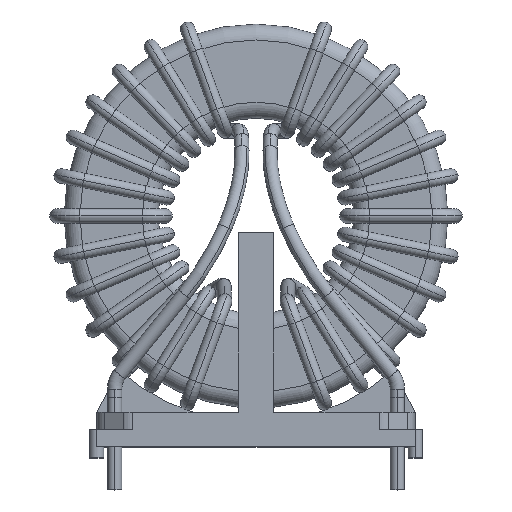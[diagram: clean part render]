
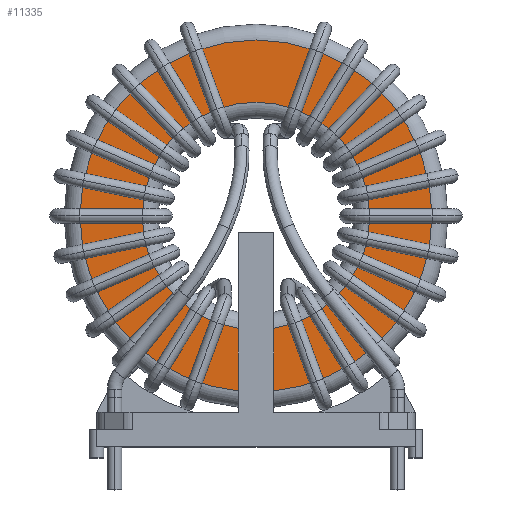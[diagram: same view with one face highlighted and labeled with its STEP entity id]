
A CAD part, top view. The second image highlights one B-rep face of the part: STEP entity #11335.
In plain terms, the highlighted planar face has unit normal (0, 0, 1).
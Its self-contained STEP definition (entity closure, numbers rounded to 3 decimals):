
#346 = CARTESIAN_POINT ( 'NONE',  ( -22.2, 3., 9. ) ) ;
#692 = CARTESIAN_POINT ( 'NONE',  ( 14.344, 3., 9. ) ) ;
#776 = DIRECTION ( 'NONE',  ( 1., 0., 0. ) ) ;
#1366 = AXIS2_PLACEMENT_3D ( 'NONE', #4364, #3173, #7146 ) ;
#1616 = EDGE_CURVE ( 'NONE', #8886, #5736, #18089, .T. ) ;
#1669 = DIRECTION ( 'NONE',  ( 0., 0., -1. ) ) ;
#1984 = ORIENTED_EDGE ( 'NONE', *, *, #10061, .F. ) ;
#2012 = CIRCLE ( 'NONE', #4668, 22.2 ) ;
#2176 = DIRECTION ( 'NONE',  ( 1., 0., 0. ) ) ;
#2364 = DIRECTION ( 'NONE',  ( 0., -1., 0. ) ) ;
#2584 = VERTEX_POINT ( 'NONE', #10386 ) ;
#3173 = DIRECTION ( 'NONE',  ( 0., 0., -1. ) ) ;
#3406 = CARTESIAN_POINT ( 'NONE',  ( 0., 3., 9. ) ) ;
#3796 = CARTESIAN_POINT ( 'NONE',  ( 2.216, -19.089, 9. ) ) ;
#4137 = CIRCLE ( 'NONE', #17401, 22.2 ) ;
#4364 = CARTESIAN_POINT ( 'NONE',  ( 0., 3., 9. ) ) ;
#4546 = CARTESIAN_POINT ( 'NONE',  ( 0., 3., 9. ) ) ;
#4668 = AXIS2_PLACEMENT_3D ( 'NONE', #8944, #6322, #10464 ) ;
#4695 = ORIENTED_EDGE ( 'NONE', *, *, #12287, .T. ) ;
#4769 = VERTEX_POINT ( 'NONE', #13728 ) ;
#5115 = CARTESIAN_POINT ( 'NONE',  ( -2.216, 3., 9. ) ) ;
#5407 = CARTESIAN_POINT ( 'NONE',  ( 2.216, -11.172, 9. ) ) ;
#5701 = CARTESIAN_POINT ( 'NONE',  ( 22.2, 3., 9. ) ) ;
#5736 = VERTEX_POINT ( 'NONE', #5407 ) ;
#5752 = CARTESIAN_POINT ( 'NONE',  ( 0., 3., 9. ) ) ;
#6322 = DIRECTION ( 'NONE',  ( 0., 0., 1. ) ) ;
#6417 = LINE ( 'NONE', #5115, #9029 ) ;
#6738 = LINE ( 'NONE', #8585, #7604 ) ;
#7146 = DIRECTION ( 'NONE',  ( 1., 0., 0. ) ) ;
#7219 = AXIS2_PLACEMENT_3D ( 'NONE', #5752, #1669, #10142 ) ;
#7243 = VERTEX_POINT ( 'NONE', #11240 ) ;
#7604 = VECTOR ( 'NONE', #16927, 1000. ) ;
#7857 = EDGE_CURVE ( 'NONE', #14183, #5736, #6738, .T. ) ;
#7955 = ORIENTED_EDGE ( 'NONE', *, *, #7857, .F. ) ;
#8409 = ORIENTED_EDGE ( 'NONE', *, *, #9298, .T. ) ;
#8585 = CARTESIAN_POINT ( 'NONE',  ( 2.216, 3., 9. ) ) ;
#8767 = DIRECTION ( 'NONE',  ( 1., 0., 0. ) ) ;
#8886 = VERTEX_POINT ( 'NONE', #692 ) ;
#8924 = PLANE ( 'NONE',  #15014 ) ;
#8944 = CARTESIAN_POINT ( 'NONE',  ( 0., 3., 9. ) ) ;
#8985 = DIRECTION ( 'NONE',  ( 0., 0., 1. ) ) ;
#9029 = VECTOR ( 'NONE', #2364, 1000. ) ;
#9298 = EDGE_CURVE ( 'NONE', #4769, #8886, #12154, .T. ) ;
#9315 = AXIS2_PLACEMENT_3D ( 'NONE', #16182, #16246, #2176 ) ;
#10061 = EDGE_CURVE ( 'NONE', #2584, #7243, #6417, .T. ) ;
#10142 = DIRECTION ( 'NONE',  ( 1., 0., 0. ) ) ;
#10225 = DIRECTION ( 'NONE',  ( 0., 0., 1. ) ) ;
#10277 = CARTESIAN_POINT ( 'NONE',  ( 0., 3., 9. ) ) ;
#10288 = ORIENTED_EDGE ( 'NONE', *, *, #10967, .T. ) ;
#10337 = DIRECTION ( 'NONE',  ( 1., 0., 0. ) ) ;
#10386 = CARTESIAN_POINT ( 'NONE',  ( -2.216, -11.172, 9. ) ) ;
#10464 = DIRECTION ( 'NONE',  ( 1., 0., 0. ) ) ;
#10967 = EDGE_CURVE ( 'NONE', #15032, #7243, #2012, .T. ) ;
#11240 = CARTESIAN_POINT ( 'NONE',  ( -2.216, -19.089, 9. ) ) ;
#11335 = ADVANCED_FACE ( 'NONE', ( #12274 ), #8924, .T. ) ;
#11957 = ORIENTED_EDGE ( 'NONE', *, *, #15915, .T. ) ;
#12117 = CIRCLE ( 'NONE', #1366, 14.344 ) ;
#12154 = CIRCLE ( 'NONE', #7219, 14.344 ) ;
#12274 = FACE_OUTER_BOUND ( 'NONE', #15895, .T. ) ;
#12287 = EDGE_CURVE ( 'NONE', #14183, #14942, #15956, .T. ) ;
#13002 = ORIENTED_EDGE ( 'NONE', *, *, #1616, .T. ) ;
#13116 = ORIENTED_EDGE ( 'NONE', *, *, #18022, .T. ) ;
#13728 = CARTESIAN_POINT ( 'NONE',  ( -14.344, 3., 9. ) ) ;
#14183 = VERTEX_POINT ( 'NONE', #3796 ) ;
#14942 = VERTEX_POINT ( 'NONE', #5701 ) ;
#15014 = AXIS2_PLACEMENT_3D ( 'NONE', #10277, #8985, #10337 ) ;
#15032 = VERTEX_POINT ( 'NONE', #346 ) ;
#15895 = EDGE_LOOP ( 'NONE', ( #7955, #4695, #13116, #10288, #1984, #11957, #8409, #13002 ) ) ;
#15915 = EDGE_CURVE ( 'NONE', #2584, #4769, #12117, .T. ) ;
#15956 = CIRCLE ( 'NONE', #16907, 22.2 ) ;
#16182 = CARTESIAN_POINT ( 'NONE',  ( 0., 3., 9. ) ) ;
#16246 = DIRECTION ( 'NONE',  ( 0., 0., -1. ) ) ;
#16907 = AXIS2_PLACEMENT_3D ( 'NONE', #3406, #17530, #776 ) ;
#16927 = DIRECTION ( 'NONE',  ( 0., 1., 0. ) ) ;
#17401 = AXIS2_PLACEMENT_3D ( 'NONE', #4546, #10225, #8767 ) ;
#17530 = DIRECTION ( 'NONE',  ( 0., 0., 1. ) ) ;
#18022 = EDGE_CURVE ( 'NONE', #14942, #15032, #4137, .T. ) ;
#18089 = CIRCLE ( 'NONE', #9315, 14.344 ) ;
